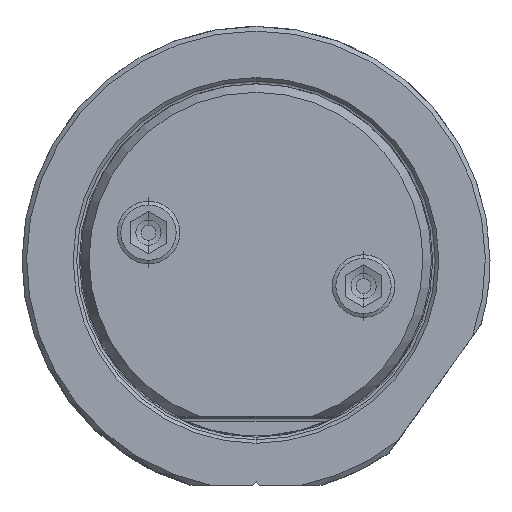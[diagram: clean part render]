
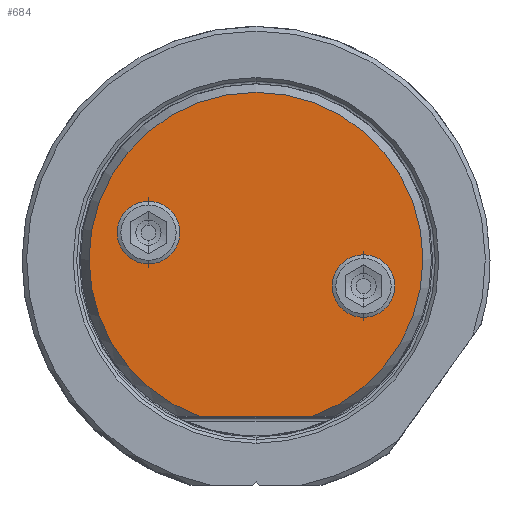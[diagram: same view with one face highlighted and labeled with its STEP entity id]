
A CAD part, top view. The second image highlights one B-rep face of the part: STEP entity #684.
In plain terms, the highlighted planar face has unit normal (0, 0, 1).
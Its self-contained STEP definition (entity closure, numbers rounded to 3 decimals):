
#219=PLANE('',#6182);
#684=ADVANCED_FACE('',(#1002,#1003,#1004),#219,.T.);
#1002=FACE_BOUND('',#1149,.T.);
#1003=FACE_BOUND('',#1150,.T.);
#1004=FACE_BOUND('',#1151,.T.);
#1149=EDGE_LOOP('',(#3129,#3130,#3131));
#1150=EDGE_LOOP('',(#3132,#3133));
#1151=EDGE_LOOP('',(#3134,#3135));
#1463=CIRCLE('',#6172,18.122);
#1464=CIRCLE('',#6173,18.122);
#1465=CIRCLE('',#6178,3.4);
#1466=CIRCLE('',#6179,3.4);
#1467=CIRCLE('',#6180,3.4);
#1468=CIRCLE('',#6181,3.4);
#1836=LINE('',#13161,#2158);
#2158=VECTOR('',#7273,1.);
#3129=ORIENTED_EDGE('',*,*,#5104,.T.);
#3130=ORIENTED_EDGE('',*,*,#5107,.T.);
#3131=ORIENTED_EDGE('',*,*,#5105,.T.);
#3132=ORIENTED_EDGE('',*,*,#5110,.T.);
#3133=ORIENTED_EDGE('',*,*,#5111,.T.);
#3134=ORIENTED_EDGE('',*,*,#5112,.T.);
#3135=ORIENTED_EDGE('',*,*,#5113,.T.);
#4400=VERTEX_POINT('',#13151);
#4401=VERTEX_POINT('',#13153);
#4402=VERTEX_POINT('',#13155);
#4403=VERTEX_POINT('',#13168);
#4404=VERTEX_POINT('',#13169);
#4405=VERTEX_POINT('',#13172);
#4406=VERTEX_POINT('',#13173);
#5104=EDGE_CURVE('',#4401,#4400,#1463,.T.);
#5105=EDGE_CURVE('',#4402,#4401,#1464,.T.);
#5107=EDGE_CURVE('',#4400,#4402,#1836,.T.);
#5110=EDGE_CURVE('',#4403,#4404,#1465,.T.);
#5111=EDGE_CURVE('',#4404,#4403,#1466,.T.);
#5112=EDGE_CURVE('',#4405,#4406,#1467,.T.);
#5113=EDGE_CURVE('',#4406,#4405,#1468,.T.);
#6172=AXIS2_PLACEMENT_3D('',#13152,#7267,#7268);
#6173=AXIS2_PLACEMENT_3D('',#13154,#7269,#7270);
#6178=AXIS2_PLACEMENT_3D('',#13167,#7282,#7283);
#6179=AXIS2_PLACEMENT_3D('',#13170,#7284,#7285);
#6180=AXIS2_PLACEMENT_3D('',#13171,#7286,#7287);
#6181=AXIS2_PLACEMENT_3D('',#13174,#7288,#7289);
#6182=AXIS2_PLACEMENT_3D('',#13175,#7290,#7291);
#7267=DIRECTION('',(0.,0.,1.));
#7268=DIRECTION('',(0.,1.,0.));
#7269=DIRECTION('',(0.,0.,1.));
#7270=DIRECTION('',(0.339,-0.941,0.));
#7273=DIRECTION('',(1.,0.,0.));
#7282=DIRECTION('',(0.,0.,-1.));
#7283=DIRECTION('',(1.,0.,0.));
#7284=DIRECTION('',(0.,0.,-1.));
#7285=DIRECTION('',(-1.,0.,0.));
#7286=DIRECTION('',(0.,0.,-1.));
#7287=DIRECTION('',(1.,0.,0.));
#7288=DIRECTION('',(0.,0.,-1.));
#7289=DIRECTION('',(-1.,0.,0.));
#7290=DIRECTION('',(0.,0.,1.));
#7291=DIRECTION('',(1.,0.,0.));
#13151=CARTESIAN_POINT('',(-6.141,-17.05,69.85));
#13152=CARTESIAN_POINT('',(0.,0.,69.85));
#13153=CARTESIAN_POINT('',(0.,18.122,69.85));
#13154=CARTESIAN_POINT('',(0.,0.,69.85));
#13155=CARTESIAN_POINT('',(6.141,-17.05,69.85));
#13161=CARTESIAN_POINT('',(-6.141,-17.05,69.85));
#13167=CARTESIAN_POINT('',(11.671,-2.902,69.85));
#13168=CARTESIAN_POINT('',(15.071,-2.902,69.85));
#13169=CARTESIAN_POINT('',(8.271,-2.902,69.85));
#13170=CARTESIAN_POINT('',(11.671,-2.902,69.85));
#13171=CARTESIAN_POINT('',(-11.671,2.902,69.85));
#13172=CARTESIAN_POINT('',(-8.271,2.902,69.85));
#13173=CARTESIAN_POINT('',(-15.071,2.902,69.85));
#13174=CARTESIAN_POINT('',(-11.671,2.902,69.85));
#13175=CARTESIAN_POINT('',(0.,0.536,69.85));
